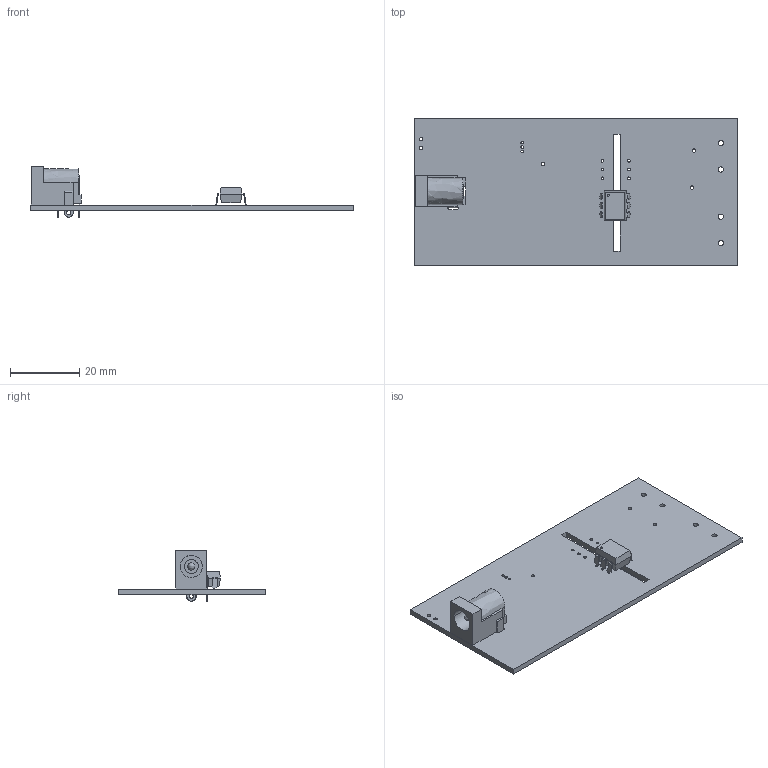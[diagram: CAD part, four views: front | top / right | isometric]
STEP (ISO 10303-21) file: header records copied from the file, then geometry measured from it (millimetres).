
FILE_DESCRIPTION(('KiCad electronic assembly'),'2;1');
FILE_NAME('pac_555_testboard.step','2023-03-20T22:52:38',('Pcbnew'),( 'Kicad'),'Open CASCADE STEP processor 7.6','KiCad to STEP converter' ,'Unknown');
FILE_SCHEMA(('AUTOMOTIVE_DESIGN { 1 0 10303 214 1 1 1 1 }'));
Length unit declared in the file: millimetre
Products named in the file (6): pac_555_testboard 1; OPTOCOUPLER_H11F3SR2M; COMPOUND; DC-005-2.5A-2.0; pac_555_testboard PCB
Assembly tree (5 placements, depth 3):
  pac_555_testboard 1
    OPTOCOUPLER_H11F3SR2M
      COMPOUND
    DC-005-2.5A-2.0
      COMPOUND
    pac_555_testboard PCB
Bounding box: 93.1 x 42.3 x 14.5 mm (x, y, z)
Volume: 7298.5 mm3; surface area: 9808.2 mm2
Topology: 14 solids, 14 shells, 236 faces, 599 edges, 392 vertices
Faces by surface type: bspline 196, cylinder 24, plane 16
Full cylindrical faces by diameter (mm): 0.75 x3, 0.8 x6, 1 x5, 1.499 x4
Entity records: 14254 total; most frequent: CARTESIAN_POINT 5582, B_SPLINE_CURVE_WITH_KNOTS 1255, ORIENTED_EDGE 1194, PCURVE 1194, DEFINITIONAL_REPRESENTATION 1194, EDGE_CURVE 597, SURFACE_CURVE 579, DIRECTION 434
